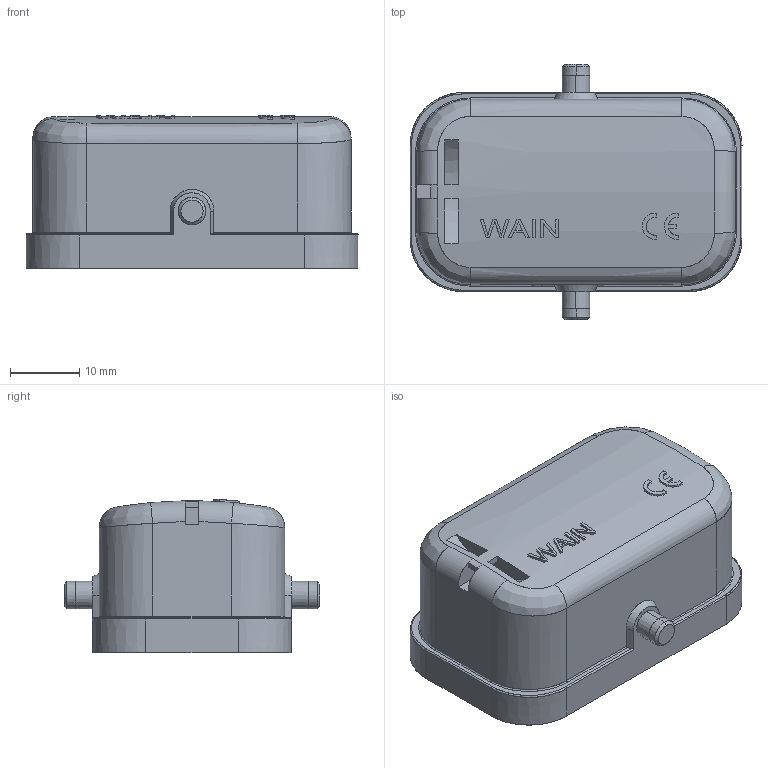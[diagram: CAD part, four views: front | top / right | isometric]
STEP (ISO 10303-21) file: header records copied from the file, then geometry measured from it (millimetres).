
FILE_DESCRIPTION(/* description */ (''),/* implementation_level */ '2;1');
FILE_NAME(/* name */ '3D_1300080108002_HC.P-CV-2B_2_V1.0_stp.stp',/* time_stamp */ '2023-12-04T17:05:43+08:00',/* author */ (''),/* organization */ (''),/* preprocessor_version */ 'ST-DEVELOPER v18.1',/* originating_system */ 'SIEMENS PLM Software NX 1980',/* authorisation */ '');
FILE_SCHEMA (('AUTOMOTIVE_DESIGN { 1 0 10303 214 3 1 1 1 }'));
Length unit declared in the file: millimetre
Products named in the file (1): 139127CC892D4opz
Bounding box: 48 x 37 x 22.23 mm (x, y, z)
Surface area: 9478.9 mm2 (no closed solid volume)
Topology: 0 solids, 203 shells, 261 faces, 1145 edges, 1086 vertices
Faces by surface type: bspline 104, plane 102, torus 29, cylinder 20, sphere 5, cone 1
Entity records: 19616 total; most frequent: CARTESIAN_POINT 11000, ORIENTED_EDGE 1258, EDGE_CURVE 1139, VERTEX_POINT 1082, B_SPLINE_CURVE_WITH_KNOTS 803, DIRECTION 649, LINE 289, VECTOR 289
